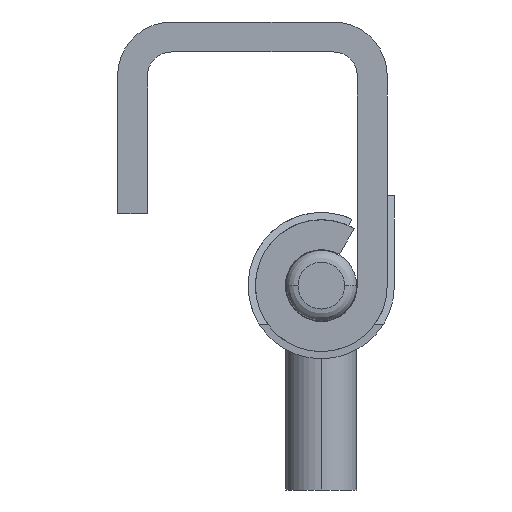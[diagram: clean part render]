
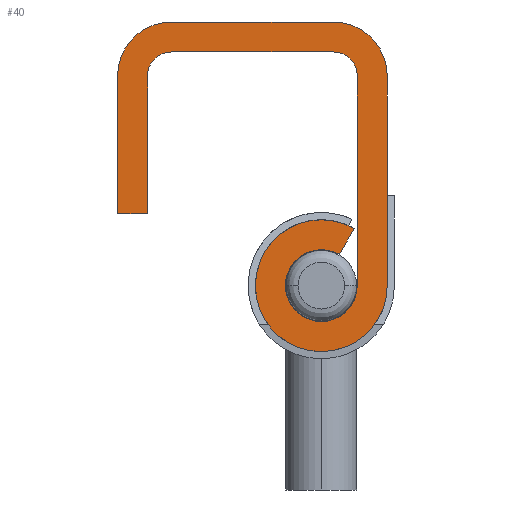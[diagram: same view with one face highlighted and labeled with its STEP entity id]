
A CAD part, front view. The second image highlights one B-rep face of the part: STEP entity #40.
In plain terms, the highlighted planar face has unit normal (0, -1, 0).
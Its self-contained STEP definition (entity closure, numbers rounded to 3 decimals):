
#40=ADVANCED_FACE('',(#93),#893,.T.);
#93=FACE_OUTER_BOUND('',#150,.T.);
#150=EDGE_LOOP('',(#265,#266,#267,#268,#269,#270,#271,#272,#273,#274,#275,
#276,#277,#278));
#265=ORIENTED_EDGE('',*,*,#487,.F.);
#266=ORIENTED_EDGE('',*,*,#484,.F.);
#267=ORIENTED_EDGE('',*,*,#481,.F.);
#268=ORIENTED_EDGE('',*,*,#478,.F.);
#269=ORIENTED_EDGE('',*,*,#475,.F.);
#270=ORIENTED_EDGE('',*,*,#472,.F.);
#271=ORIENTED_EDGE('',*,*,#469,.F.);
#272=ORIENTED_EDGE('',*,*,#466,.F.);
#273=ORIENTED_EDGE('',*,*,#463,.F.);
#274=ORIENTED_EDGE('',*,*,#460,.F.);
#275=ORIENTED_EDGE('',*,*,#457,.F.);
#276=ORIENTED_EDGE('',*,*,#454,.F.);
#277=ORIENTED_EDGE('',*,*,#451,.F.);
#278=ORIENTED_EDGE('',*,*,#447,.F.);
#447=EDGE_CURVE('',#767,#768,#705,.T.);
#451=EDGE_CURVE('',#768,#771,#609,.T.);
#454=EDGE_CURVE('',#771,#773,#709,.T.);
#457=EDGE_CURVE('',#773,#775,#611,.T.);
#460=EDGE_CURVE('',#775,#777,#712,.T.);
#463=EDGE_CURVE('',#777,#779,#613,.T.);
#466=EDGE_CURVE('',#779,#781,#715,.T.);
#469=EDGE_CURVE('',#781,#783,#615,.T.);
#472=EDGE_CURVE('',#783,#785,#718,.T.);
#475=EDGE_CURVE('',#785,#787,#617,.T.);
#478=EDGE_CURVE('',#787,#789,#721,.T.);
#481=EDGE_CURVE('',#789,#791,#724,.T.);
#484=EDGE_CURVE('',#791,#793,#727,.T.);
#487=EDGE_CURVE('',#793,#767,#619,.T.);
#609=TRIMMED_CURVE($,#657,(#1397),(#1398),.T.,.CARTESIAN.);
#611=TRIMMED_CURVE($,#659,(#1411),(#1412),.T.,.CARTESIAN.);
#613=TRIMMED_CURVE($,#661,(#1425),(#1426),.T.,.CARTESIAN.);
#615=TRIMMED_CURVE($,#663,(#1439),(#1440),.T.,.CARTESIAN.);
#617=TRIMMED_CURVE($,#665,(#1453),(#1454),.T.,.CARTESIAN.);
#619=TRIMMED_CURVE($,#667,(#1479),(#1480),.T.,.CARTESIAN.);
#657=CIRCLE('',#1015,4.5);
#659=CIRCLE('',#1017,5.5);
#661=CIRCLE('',#1019,3.);
#663=CIRCLE('',#1021,2.);
#665=CIRCLE('',#1023,2.);
#667=CIRCLE('',#1025,4.5);
#705=B_SPLINE_CURVE_WITH_KNOTS('',1,(#1388,#1389),.UNSPECIFIED.,.F.,.F.,
(2,2),(89.597,103.097),.UNSPECIFIED.);
#709=B_SPLINE_CURVE_WITH_KNOTS('',1,(#1404,#1405),.UNSPECIFIED.,.F.,.F.,
(2,2),(110.165,127.665),.UNSPECIFIED.);
#712=B_SPLINE_CURVE_WITH_KNOTS('',1,(#1418,#1419),.UNSPECIFIED.,.F.,.F.,
(2,2),(156.463,158.963),.UNSPECIFIED.);
#715=B_SPLINE_CURVE_WITH_KNOTS('',1,(#1432,#1433),.UNSPECIFIED.,.F.,.F.,
(2,2),(174.671,192.171),.UNSPECIFIED.);
#718=B_SPLINE_CURVE_WITH_KNOTS('',1,(#1446,#1447),.UNSPECIFIED.,.F.,.F.,
(2,2),(195.313,208.813),.UNSPECIFIED.);
#721=B_SPLINE_CURVE_WITH_KNOTS('',1,(#1460,#1461),.UNSPECIFIED.,.F.,.F.,
(2,2),(211.954,223.454),.UNSPECIFIED.);
#724=B_SPLINE_CURVE_WITH_KNOTS('',1,(#1466,#1467),.UNSPECIFIED.,.F.,.F.,
(2,2),(223.454,225.954),.UNSPECIFIED.);
#727=B_SPLINE_CURVE_WITH_KNOTS('',1,(#1472,#1473),.UNSPECIFIED.,.F.,.F.,
(2,2),(225.954,237.454),.UNSPECIFIED.);
#767=VERTEX_POINT('',#1332);
#768=VERTEX_POINT('',#1333);
#771=VERTEX_POINT('',#1336);
#773=VERTEX_POINT('',#1338);
#775=VERTEX_POINT('',#1340);
#777=VERTEX_POINT('',#1342);
#779=VERTEX_POINT('',#1344);
#781=VERTEX_POINT('',#1346);
#783=VERTEX_POINT('',#1348);
#785=VERTEX_POINT('',#1350);
#787=VERTEX_POINT('',#1352);
#789=VERTEX_POINT('',#1354);
#791=VERTEX_POINT('',#1356);
#793=VERTEX_POINT('',#1358);
#893=PLANE('',#1013);
#1013=AXIS2_PLACEMENT_3D('',#1330,#1107,$);
#1015=AXIS2_PLACEMENT_3D($,#1396,#1109,#1110);
#1017=AXIS2_PLACEMENT_3D($,#1410,#1113,#1114);
#1019=AXIS2_PLACEMENT_3D($,#1424,#1117,#1118);
#1021=AXIS2_PLACEMENT_3D($,#1438,#1121,#1122);
#1023=AXIS2_PLACEMENT_3D($,#1452,#1125,#1126);
#1025=AXIS2_PLACEMENT_3D($,#1478,#1129,#1130);
#1107=DIRECTION('',(0.,-1.,0.));
#1109=DIRECTION('',(0.,1.,0.));
#1110=DIRECTION('',(0.,0.,1.));
#1113=DIRECTION('',(0.,1.,0.));
#1114=DIRECTION('',(1.,0.,0.));
#1117=DIRECTION('',(0.,-1.,0.));
#1118=DIRECTION('',(0.5,0.,0.866));
#1121=DIRECTION('',(0.,-1.,0.));
#1122=DIRECTION('',(1.,0.,0.));
#1125=DIRECTION('',(0.,-1.,0.));
#1126=DIRECTION('',(0.,0.,1.));
#1129=DIRECTION('',(0.,1.,0.));
#1130=DIRECTION('',(-1.,0.,0.));
#1330=CARTESIAN_POINT('',(-1.177,-45.,17.798));
#1332=CARTESIAN_POINT('',(6.136,-45.,14.361));
#1333=CARTESIAN_POINT('',(19.636,-45.,14.361));
#1336=CARTESIAN_POINT('',(24.136,-45.,9.861));
#1338=CARTESIAN_POINT('',(24.136,-45.,-7.639));
#1340=CARTESIAN_POINT('',(21.386,-45.,-2.876));
#1342=CARTESIAN_POINT('',(20.136,-45.,-5.041));
#1344=CARTESIAN_POINT('',(21.636,-45.,-7.639));
#1346=CARTESIAN_POINT('',(21.636,-45.,9.861));
#1348=CARTESIAN_POINT('',(19.636,-45.,11.861));
#1350=CARTESIAN_POINT('',(6.136,-45.,11.861));
#1352=CARTESIAN_POINT('',(4.136,-45.,9.861));
#1354=CARTESIAN_POINT('',(4.136,-45.,-1.639));
#1356=CARTESIAN_POINT('',(1.636,-45.,-1.639));
#1358=CARTESIAN_POINT('',(1.636,-45.,9.861));
#1388=CARTESIAN_POINT('',(6.136,-45.,14.361));
#1389=CARTESIAN_POINT('',(19.636,-45.,14.361));
#1396=CARTESIAN_POINT('',(19.636,-45.,9.861));
#1397=CARTESIAN_POINT('',(19.636,-45.,14.361));
#1398=CARTESIAN_POINT('',(24.136,-45.,9.861));
#1404=CARTESIAN_POINT('',(24.136,-45.,9.861));
#1405=CARTESIAN_POINT('',(24.136,-45.,-7.639));
#1410=CARTESIAN_POINT('',(18.636,-45.,-7.639));
#1411=CARTESIAN_POINT('',(24.136,-45.,-7.639));
#1412=CARTESIAN_POINT('',(21.386,-45.,-2.876));
#1418=CARTESIAN_POINT('',(21.386,-45.,-2.876));
#1419=CARTESIAN_POINT('',(20.136,-45.,-5.041));
#1424=CARTESIAN_POINT('',(18.636,-45.,-7.639));
#1425=CARTESIAN_POINT('',(20.136,-45.,-5.041));
#1426=CARTESIAN_POINT('',(21.636,-45.,-7.639));
#1432=CARTESIAN_POINT('',(21.636,-45.,-7.639));
#1433=CARTESIAN_POINT('',(21.636,-45.,9.861));
#1438=CARTESIAN_POINT('',(19.636,-45.,9.861));
#1439=CARTESIAN_POINT('',(21.636,-45.,9.861));
#1440=CARTESIAN_POINT('',(19.636,-45.,11.861));
#1446=CARTESIAN_POINT('',(19.636,-45.,11.861));
#1447=CARTESIAN_POINT('',(6.136,-45.,11.861));
#1452=CARTESIAN_POINT('',(6.136,-45.,9.861));
#1453=CARTESIAN_POINT('',(6.136,-45.,11.861));
#1454=CARTESIAN_POINT('',(4.136,-45.,9.861));
#1460=CARTESIAN_POINT('',(4.136,-45.,9.861));
#1461=CARTESIAN_POINT('',(4.136,-45.,-1.639));
#1466=CARTESIAN_POINT('',(4.136,-45.,-1.639));
#1467=CARTESIAN_POINT('',(1.636,-45.,-1.639));
#1472=CARTESIAN_POINT('',(1.636,-45.,-1.639));
#1473=CARTESIAN_POINT('',(1.636,-45.,9.861));
#1478=CARTESIAN_POINT('',(6.136,-45.,9.861));
#1479=CARTESIAN_POINT('',(1.636,-45.,9.861));
#1480=CARTESIAN_POINT('',(6.136,-45.,14.361));
